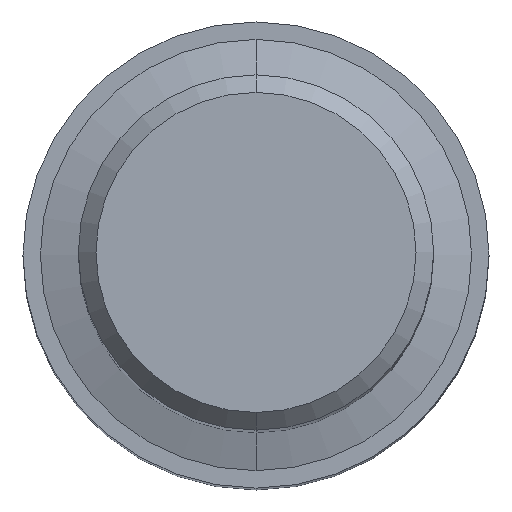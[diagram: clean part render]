
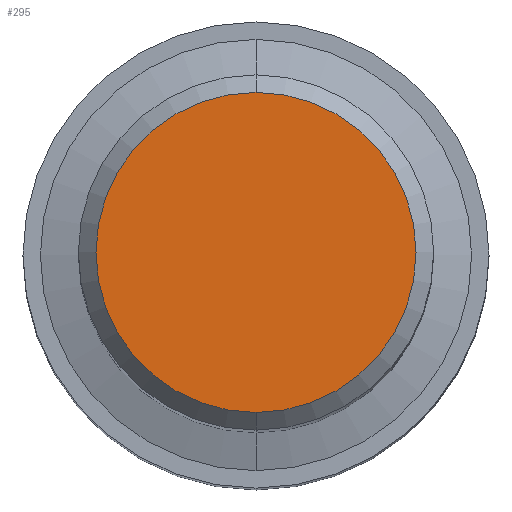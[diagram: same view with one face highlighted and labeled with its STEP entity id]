
A CAD part, top view. The second image highlights one B-rep face of the part: STEP entity #295.
In plain terms, the highlighted planar face has unit normal (0, 0, 1).
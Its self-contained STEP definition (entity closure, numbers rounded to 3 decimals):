
#195=VERTEX_POINT('',#411);
#199=EDGE_CURVE('',#195,#301,#415,.T.);
#217=EDGE_CURVE('',#301,#195,#433,.T.);
#295=ADVANCED_FACE('',(#517),#518,.T.);
#301=VERTEX_POINT('',#524);
#411=CARTESIAN_POINT('',(0.0,5.45,0.0));
#415=CIRCLE('',#653,5.45);
#433=CIRCLE('',#680,5.45);
#517=FACE_OUTER_BOUND('',#788,.T.);
#518=PLANE('',#789);
#524=CARTESIAN_POINT('',(0.,-5.45,0.0));
#653=AXIS2_PLACEMENT_3D('',#950,#951,#952);
#680=AXIS2_PLACEMENT_3D('',#957,#958,#959);
#788=EDGE_LOOP('',(#1052,#1053));
#789=AXIS2_PLACEMENT_3D('',#1054,#1055,#1056);
#950=CARTESIAN_POINT('',(0.0,0.0,0.0));
#951=DIRECTION('',(0.0,0.0,-1.0));
#952=DIRECTION('',(0.0,1.0,0.0));
#957=CARTESIAN_POINT('',(0.0,0.0,0.0));
#958=DIRECTION('',(0.0,0.0,-1.0));
#959=DIRECTION('',(0.0,1.0,0.0));
#1052=ORIENTED_EDGE('',*,*,#199,.F.);
#1053=ORIENTED_EDGE('',*,*,#217,.F.);
#1054=CARTESIAN_POINT('',(0.0,2.725,0.0));
#1055=DIRECTION('',(-0.0,0.0,1.0));
#1056=DIRECTION('',(0.0,-1.0,0.0));
